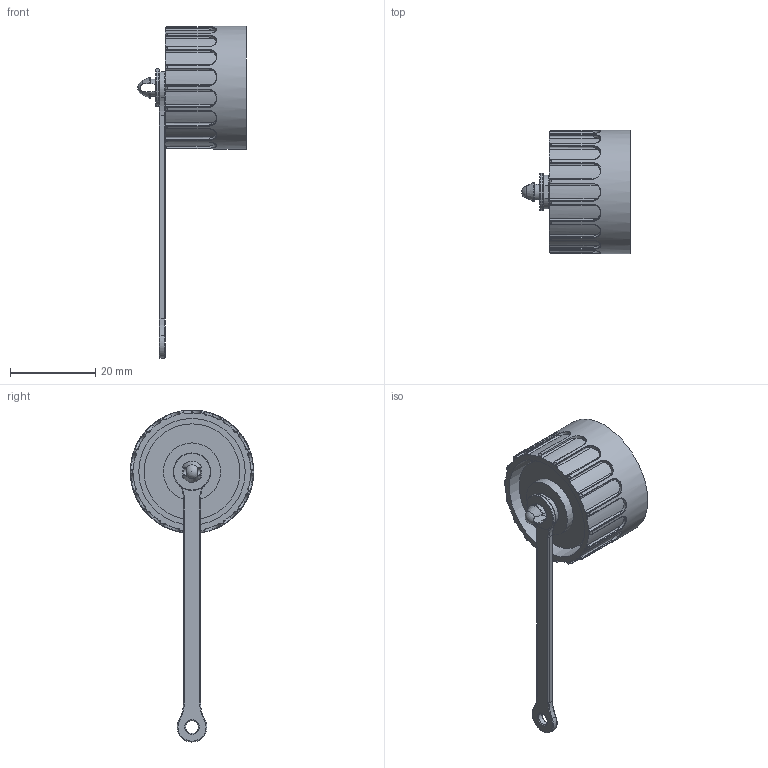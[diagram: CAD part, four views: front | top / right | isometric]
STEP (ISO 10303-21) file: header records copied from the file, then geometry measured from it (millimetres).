
FILE_DESCRIPTION(/* description */ (''),/* implementation_level */ '2;1');
FILE_NAME(/* name */ 'C016_00U000_000_12.stp',/* time_stamp */ '2016-06-07T09:34:02+02:00',/* author */ (''),/* organization */ (''),/* preprocessor_version */ 'ST-DEVELOPER v15',/* originating_system */ 'SIEMENS PLM Software NX 9.0',/* authorisation */ '');
FILE_SCHEMA (('CONFIG_CONTROL_DESIGN'));
Length unit declared in the file: millimetre
Products named in the file (5): dsb 4_3nxm001-01; n 24 007 0001 10nxm001-04; drg 6-11x18_5nxm001-01; t 2916 005 9nxm001-06; c016 00u000 000 12nxm001-02
Assembly tree (4 placements, depth 2):
  c016 00u000 000 12nxm001-02
    t 2916 005 9nxm001-06
    drg 6-11x18_5nxm001-01
    n 24 007 0001 10nxm001-04
    dsb 4_3nxm001-01
Bounding box: 25.5 x 29 x 78 mm (x, y, z)
Volume: 7542.9 mm3; surface area: 7203.8 mm2
Topology: 4 solids, 4 shells, 440 faces, 1108 edges, 682 vertices
Faces by surface type: bspline 180, cylinder 163, plane 93, cone 3, sphere 1
Full cylindrical faces by diameter (mm): 3 x1, 4 x1, 4.3 x1, 5.2 x1, 5.7 x1, 8.8 x1, 11 x1, 13.5 x1, 18.3 x1, 18.5 x1, 22.5 x1, 22.6 x1, 25 x1, 29 x1
Entity records: 17708 total; most frequent: CARTESIAN_POINT 8013, ORIENTED_EDGE 2158, DIRECTION 1569, EDGE_CURVE 1079, VERTEX_POINT 682, AXIS2_PLACEMENT_3D 639, EDGE_LOOP 484, ADVANCED_FACE 440
